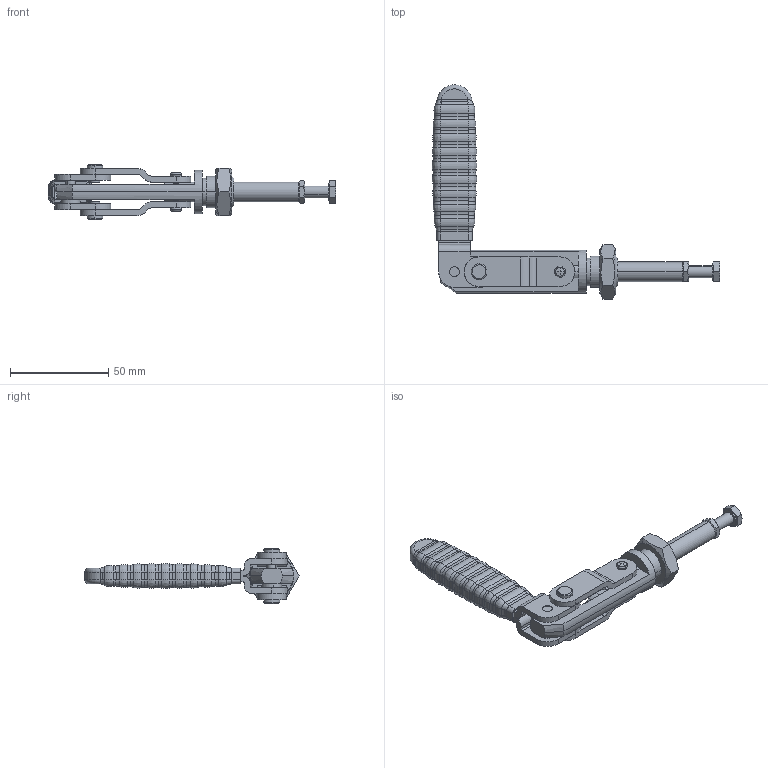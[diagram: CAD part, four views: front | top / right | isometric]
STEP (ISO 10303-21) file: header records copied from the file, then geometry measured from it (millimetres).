
FILE_DESCRIPTION(('CATIA V5 STEP Exchange'),'2;1');
FILE_NAME('SCHUBSTANGENSPANNER_TS_P_350_357881.stp','2018-08-16T12:02:00+00:00',('none'),('none'),'CATIA Version 5 Release 19 SP 9 (IN-10)','CATIA V5 STEP AP214','none');
FILE_SCHEMA(('AUTOMOTIVE_DESIGN { 1 0 10303 214 1 1 1 1 }'));
Length unit declared in the file: millimetre
Products named in the file (1): SCHUBSTANGENSPANNER_TS_P_350_357881
Bounding box: 146.39 x 108.83 x 28 mm (x, y, z)
Volume: 45012.1 mm3; surface area: 19561.8 mm2
Topology: 1 solids, 2 shells, 532 faces, 1490 edges, 921 vertices
Faces by surface type: cylinder 199, plane 161, torus 82, bspline 44, cone 40, sphere 6
Entity records: 17826 total; most frequent: CARTESIAN_POINT 5056, ORIENTED_EDGE 2960, DIRECTION 2164, EDGE_CURVE 1480, AXIS2_PLACEMENT_3D 1083, VERTEX_POINT 921, VECTOR 602, CIRCLE 602
